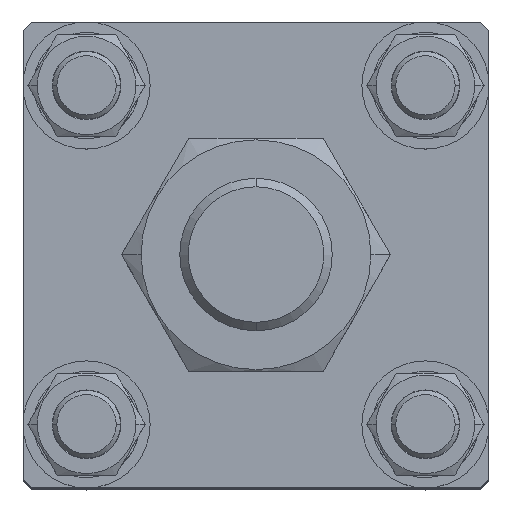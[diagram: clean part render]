
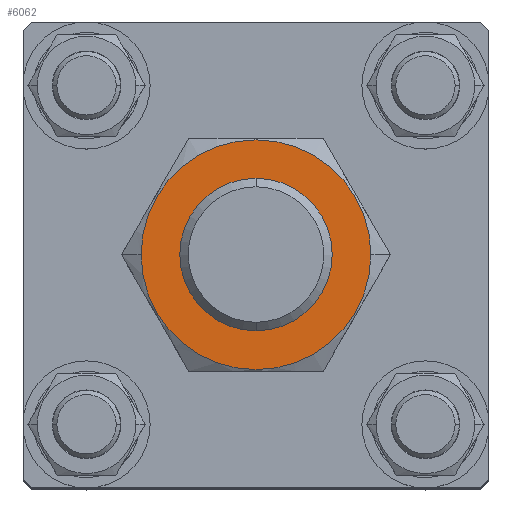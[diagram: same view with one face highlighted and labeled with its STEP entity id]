
A CAD part, top view. The second image highlights one B-rep face of the part: STEP entity #6062.
In plain terms, the highlighted planar face has unit normal (0, 0, 1).
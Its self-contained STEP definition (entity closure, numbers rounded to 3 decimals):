
#287 = FACE_BOUND ( 'NONE', #4659, .T. ) ;
#418 = FACE_OUTER_BOUND ( 'NONE', #4849, .T. ) ;
#1570 = CARTESIAN_POINT ( 'NONE',  ( 0., 0., 0. ) ) ;
#1571 = DIRECTION ( 'NONE',  ( 0., 0., -1. ) ) ;
#1572 = DIRECTION ( 'NONE',  ( -1., 0., 0. ) ) ;
#1747 = AXIS2_PLACEMENT_3D ( 'NONE', #1570, #1571, #1572 ) ;
#1959 = AXIS2_PLACEMENT_3D ( 'NONE', #8111, #8112, #8113 ) ;
#1965 = AXIS2_PLACEMENT_3D ( 'NONE', #8130, #8131, #8132 ) ;
#2027 = AXIS2_PLACEMENT_3D ( 'NONE', #8053, #8054, #8055 ) ;
#2051 = CARTESIAN_POINT ( 'NONE',  ( -15.877, -27.5, 0. ) ) ;
#2053 = PLANE ( 'NONE',  #3208 ) ;
#2055 = DIRECTION ( 'NONE',  ( 0., 0., -1. ) ) ;
#2056 = DIRECTION ( 'NONE',  ( -1., 0., 0. ) ) ;
#2685 = CARTESIAN_POINT ( 'NONE',  ( -27.125, 0., 0. ) ) ;
#2700 = CARTESIAN_POINT ( 'NONE',  ( -17.635, 0., 0. ) ) ;
#3208 = AXIS2_PLACEMENT_3D ( 'NONE', #2051, #2055, #2056 ) ;
#3730 = ORIENTED_EDGE ( 'NONE', *, *, #7912, .T. ) ;
#3812 = ORIENTED_EDGE ( 'NONE', *, *, #7906, .F. ) ;
#3844 = ORIENTED_EDGE ( 'NONE', *, *, #7843, .F. ) ;
#3946 = ORIENTED_EDGE ( 'NONE', *, *, #7880, .T. ) ;
#4420 = VERTEX_POINT ( 'NONE', #2685 ) ;
#4459 = VERTEX_POINT ( 'NONE', #2700 ) ;
#4659 = EDGE_LOOP ( 'NONE', ( #3730, #3946 ) ) ;
#4676 = VERTEX_POINT ( 'NONE', #6745 ) ;
#4813 = VERTEX_POINT ( 'NONE', #6806 ) ;
#4849 = EDGE_LOOP ( 'NONE', ( #3844, #3812 ) ) ;
#6062 = ADVANCED_FACE ( 'NONE', ( #287, #418 ), #2053, .F. ) ;
#6275 = CIRCLE ( 'NONE', #1747, 27.125 ) ;
#6387 = CIRCLE ( 'NONE', #2027, 17.635 ) ;
#6446 = CIRCLE ( 'NONE', #1965, 17.635 ) ;
#6466 = CIRCLE ( 'NONE', #1959, 27.125 ) ;
#6745 = CARTESIAN_POINT ( 'NONE',  ( 17.635, 0., 0. ) ) ;
#6806 = CARTESIAN_POINT ( 'NONE',  ( 27.125, 0., 0. ) ) ;
#7843 = EDGE_CURVE ( 'NONE', #4420, #4813, #6275, .T. ) ;
#7880 = EDGE_CURVE ( 'NONE', #4459, #4676, #6387, .T. ) ;
#7906 = EDGE_CURVE ( 'NONE', #4813, #4420, #6466, .T. ) ;
#7912 = EDGE_CURVE ( 'NONE', #4676, #4459, #6446, .T. ) ;
#8053 = CARTESIAN_POINT ( 'NONE',  ( 0., 0., 0. ) ) ;
#8054 = DIRECTION ( 'NONE',  ( 0., 0., -1. ) ) ;
#8055 = DIRECTION ( 'NONE',  ( -1., 0., 0. ) ) ;
#8111 = CARTESIAN_POINT ( 'NONE',  ( 0., 0., 0. ) ) ;
#8112 = DIRECTION ( 'NONE',  ( 0., 0., -1. ) ) ;
#8113 = DIRECTION ( 'NONE',  ( -1., 0., 0. ) ) ;
#8130 = CARTESIAN_POINT ( 'NONE',  ( 0., 0., 0. ) ) ;
#8131 = DIRECTION ( 'NONE',  ( 0., 0., -1. ) ) ;
#8132 = DIRECTION ( 'NONE',  ( -1., 0., 0. ) ) ;
